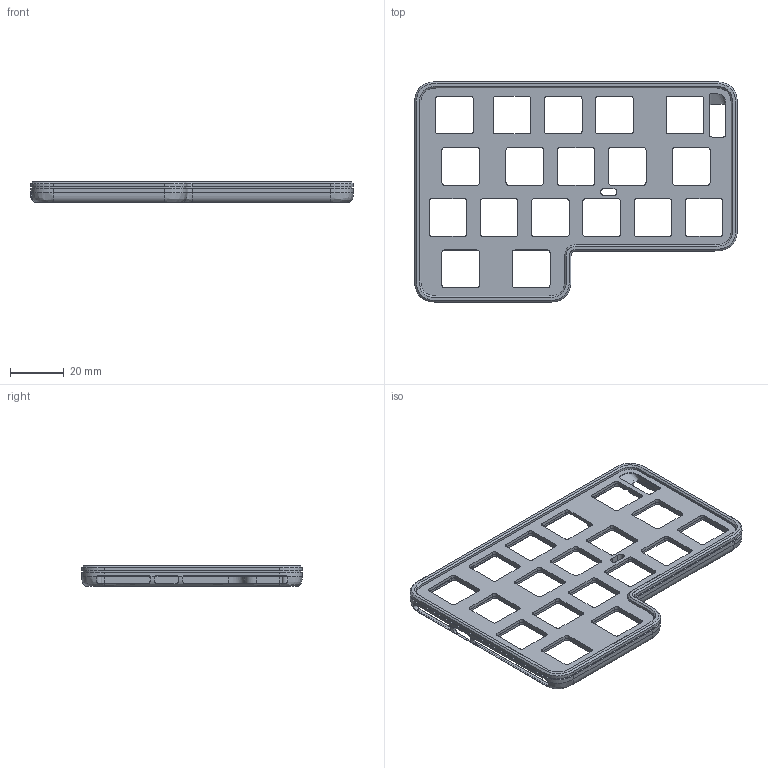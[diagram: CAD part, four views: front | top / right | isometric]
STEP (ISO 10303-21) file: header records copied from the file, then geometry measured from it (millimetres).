
FILE_DESCRIPTION(/* description */ (''),/* implementation_level */ '2;1');
FILE_NAME(/* name */ 'C_Right_top.step',/* time_stamp */ '2023-02-16T21:17:10+08:00',/* author */ (''),/* organization */ (''),/* preprocessor_version */ 'ST-DEVELOPER v19.2',/* originating_system */ 'Autodesk Translation Framework v11.17.0.187',/* authorisation */ '');
FILE_SCHEMA (('AUTOMOTIVE_DESIGN { 1 0 10303 214 3 1 1 }'));
Length unit declared in the file: millimetre
Products named in the file (1): Keyboard Export
Bounding box: 120.1 x 82 x 7.52 mm (x, y, z)
Volume: 14222.1 mm3; surface area: 17380.7 mm2
Topology: 1 solids, 1 shells, 600 faces, 1690 edges, 1109 vertices
Faces by surface type: plane 305, cylinder 208, bspline 87
Full cylindrical faces by diameter (mm): 1.15 x4, 1.865 x4, 2.7 x2
Entity records: 22134 total; most frequent: CARTESIAN_POINT 6840, ORIENTED_EDGE 3380, DIRECTION 2921, EDGE_CURVE 1690, VERTEX_POINT 1109, LINE 1061, VECTOR 1061, AXIS2_PLACEMENT_3D 930
